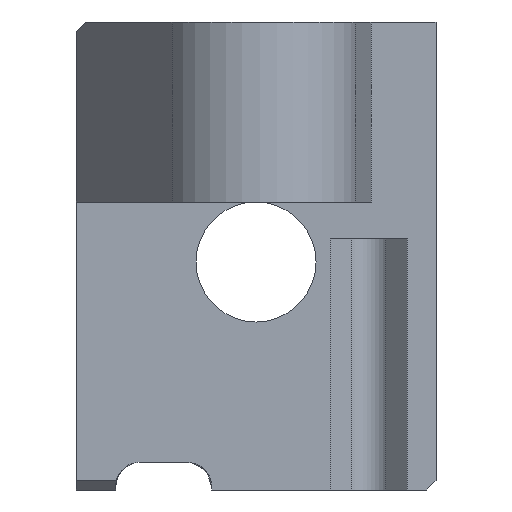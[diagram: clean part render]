
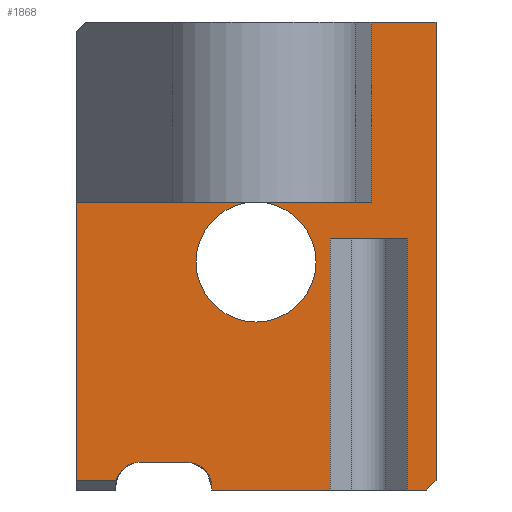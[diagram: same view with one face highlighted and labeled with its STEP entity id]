
A CAD part, front view. The second image highlights one B-rep face of the part: STEP entity #1868.
In plain terms, the highlighted planar face has unit normal (0, -1, 0).
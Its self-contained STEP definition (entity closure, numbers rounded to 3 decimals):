
#119=B_SPLINE_CURVE_WITH_KNOTS('',3,(#3137,#3138,#3139,#3140,#3141,#3142,
#3143,#3144,#3145,#3146,#3147,#3148,#3149),.UNSPECIFIED.,.F.,.F.,(4,3,3,
3,4),(-0.1,-0.088,-0.054,-0.016,
0.),.UNSPECIFIED.);
#120=B_SPLINE_CURVE_WITH_KNOTS('',3,(#3155,#3156,#3157,#3158,#3159,#3160,
#3161,#3162,#3163,#3164,#3165,#3166,#3167),.UNSPECIFIED.,.F.,.F.,(4,3,3,
3,4),(-0.174,-0.13,-0.086,-0.043,
0.),.UNSPECIFIED.);
#179=PLANE('',#2023);
#270=FACE_OUTER_BOUND('',#368,.T.);
#368=EDGE_LOOP('',(#1663,#1664,#1665,#1666,#1667,#1668,#1669,#1670,#1671,
#1672,#1673,#1674,#1675,#1676,#1677,#1678,#1679,#1680,#1681,#1682));
#408=LINE('',#2632,#594);
#481=LINE('',#2836,#667);
#509=LINE('',#2978,#695);
#512=LINE('',#2989,#698);
#514=LINE('',#2992,#700);
#516=LINE('',#2996,#702);
#517=LINE('',#2998,#703);
#531=LINE('',#3027,#717);
#543=LINE('',#3058,#729);
#547=LINE('',#3069,#733);
#548=LINE('',#3070,#734);
#560=LINE('',#3129,#746);
#561=LINE('',#3135,#747);
#562=LINE('',#3153,#748);
#563=LINE('',#3168,#749);
#594=VECTOR('',#2109,10.);
#667=VECTOR('',#2282,10.);
#695=VECTOR('',#2346,10.);
#698=VECTOR('',#2357,10.);
#700=VECTOR('',#2361,10.);
#702=VECTOR('',#2365,10.);
#703=VECTOR('',#2366,10.);
#717=VECTOR('',#2388,10.);
#729=VECTOR('',#2418,10.);
#733=VECTOR('',#2430,10.);
#734=VECTOR('',#2431,10.);
#746=VECTOR('',#2461,10.);
#747=VECTOR('',#2468,10.);
#748=VECTOR('',#2471,10.);
#749=VECTOR('',#2472,10.);
#808=CIRCLE('',#2024,2.5);
#809=CIRCLE('',#2025,2.5);
#810=CIRCLE('',#2026,1.005);
#858=VERTEX_POINT('',#2629);
#859=VERTEX_POINT('',#2631);
#920=VERTEX_POINT('',#2833);
#921=VERTEX_POINT('',#2835);
#942=VERTEX_POINT('',#2972);
#944=VERTEX_POINT('',#2976);
#947=VERTEX_POINT('',#2986);
#948=VERTEX_POINT('',#2988);
#949=VERTEX_POINT('',#2994);
#950=VERTEX_POINT('',#2997);
#961=VERTEX_POINT('',#3025);
#971=VERTEX_POINT('',#3056);
#974=VERTEX_POINT('',#3068);
#986=VERTEX_POINT('',#3131);
#987=VERTEX_POINT('',#3134);
#988=VERTEX_POINT('',#3136);
#989=VERTEX_POINT('',#3150);
#990=VERTEX_POINT('',#3152);
#991=VERTEX_POINT('',#3154);
#1031=EDGE_CURVE('',#858,#859,#408,.T.);
#1128=EDGE_CURVE('',#921,#920,#481,.T.);
#1162=EDGE_CURVE('',#942,#944,#509,.T.);
#1167=EDGE_CURVE('',#948,#947,#512,.T.);
#1169=EDGE_CURVE('',#944,#948,#514,.T.);
#1171=EDGE_CURVE('',#947,#949,#516,.T.);
#1172=EDGE_CURVE('',#950,#942,#517,.T.);
#1187=EDGE_CURVE('',#961,#920,#531,.T.);
#1203=EDGE_CURVE('',#961,#971,#543,.T.);
#1208=EDGE_CURVE('',#974,#859,#547,.T.);
#1209=EDGE_CURVE('',#971,#974,#548,.T.);
#1228=EDGE_CURVE('',#921,#949,#560,.T.);
#1229=EDGE_CURVE('',#974,#986,#808,.T.);
#1230=EDGE_CURVE('',#986,#974,#809,.T.);
#1231=EDGE_CURVE('',#987,#858,#561,.T.);
#1232=EDGE_CURVE('',#987,#988,#119,.T.);
#1233=EDGE_CURVE('',#988,#989,#810,.T.);
#1234=EDGE_CURVE('',#989,#990,#562,.T.);
#1235=EDGE_CURVE('',#990,#991,#120,.T.);
#1236=EDGE_CURVE('',#991,#950,#563,.T.);
#1663=ORIENTED_EDGE('',*,*,#1167,.T.);
#1664=ORIENTED_EDGE('',*,*,#1171,.T.);
#1665=ORIENTED_EDGE('',*,*,#1228,.F.);
#1666=ORIENTED_EDGE('',*,*,#1128,.T.);
#1667=ORIENTED_EDGE('',*,*,#1187,.F.);
#1668=ORIENTED_EDGE('',*,*,#1203,.T.);
#1669=ORIENTED_EDGE('',*,*,#1209,.T.);
#1670=ORIENTED_EDGE('',*,*,#1229,.T.);
#1671=ORIENTED_EDGE('',*,*,#1230,.T.);
#1672=ORIENTED_EDGE('',*,*,#1208,.T.);
#1673=ORIENTED_EDGE('',*,*,#1031,.F.);
#1674=ORIENTED_EDGE('',*,*,#1231,.F.);
#1675=ORIENTED_EDGE('',*,*,#1232,.T.);
#1676=ORIENTED_EDGE('',*,*,#1233,.T.);
#1677=ORIENTED_EDGE('',*,*,#1234,.T.);
#1678=ORIENTED_EDGE('',*,*,#1235,.T.);
#1679=ORIENTED_EDGE('',*,*,#1236,.T.);
#1680=ORIENTED_EDGE('',*,*,#1172,.T.);
#1681=ORIENTED_EDGE('',*,*,#1162,.T.);
#1682=ORIENTED_EDGE('',*,*,#1169,.T.);
#1868=ADVANCED_FACE('',(#270),#179,.T.);
#2023=AXIS2_PLACEMENT_3D('',#3130,#2462,#2463);
#2024=AXIS2_PLACEMENT_3D('',#3132,#2464,#2465);
#2025=AXIS2_PLACEMENT_3D('',#3133,#2466,#2467);
#2026=AXIS2_PLACEMENT_3D('',#3151,#2469,#2470);
#2109=DIRECTION('',(0.,0.,1.));
#2282=DIRECTION('',(0.,0.,1.));
#2346=DIRECTION('',(0.,0.,1.));
#2357=DIRECTION('',(0.,0.,-1.));
#2361=DIRECTION('',(1.,0.,0.));
#2365=DIRECTION('',(1.,0.,0.));
#2366=DIRECTION('',(1.,0.,0.));
#2388=DIRECTION('',(1.,0.,0.));
#2418=DIRECTION('',(0.,0.,-1.));
#2430=DIRECTION('',(-1.,0.,0.));
#2431=DIRECTION('',(-1.,0.,0.));
#2461=DIRECTION('',(-0.707,0.,-0.707));
#2462=DIRECTION('center_axis',(0.,-1.,0.));
#2463=DIRECTION('ref_axis',(1.,0.,0.));
#2464=DIRECTION('center_axis',(0.,1.,0.));
#2465=DIRECTION('ref_axis',(1.,0.,0.));
#2466=DIRECTION('center_axis',(0.,1.,0.));
#2467=DIRECTION('ref_axis',(1.,0.,0.));
#2468=DIRECTION('',(-1.,0.,0.));
#2469=DIRECTION('center_axis',(0.,1.,0.));
#2470=DIRECTION('ref_axis',(-0.001,0.,1.));
#2471=DIRECTION('',(1.,0.,0.));
#2472=DIRECTION('',(0.,0.,-1.));
#2629=CARTESIAN_POINT('',(-7.5,-9.,4.9));
#2631=CARTESIAN_POINT('',(-7.5,-9.,16.5));
#2632=CARTESIAN_POINT('',(-7.5,-9.,0.));
#2833=CARTESIAN_POINT('',(7.5,-9.,24.));
#2835=CARTESIAN_POINT('',(7.5,-9.,4.9));
#2836=CARTESIAN_POINT('',(7.5,-9.,0.));
#2972=CARTESIAN_POINT('',(3.1,-9.,4.5));
#2976=CARTESIAN_POINT('',(3.1,-9.,15.));
#2978=CARTESIAN_POINT('',(3.1,-9.,2.25));
#2986=CARTESIAN_POINT('',(6.3,-9.,4.5));
#2988=CARTESIAN_POINT('',(6.3,-9.,15.));
#2989=CARTESIAN_POINT('',(6.3,-9.,2.25));
#2992=CARTESIAN_POINT('',(-1.4,-9.,15.));
#2994=CARTESIAN_POINT('',(7.1,-9.,4.5));
#2996=CARTESIAN_POINT('',(0.,-9.,4.5));
#2997=CARTESIAN_POINT('',(-1.851,-9.,4.5));
#2998=CARTESIAN_POINT('',(0.,-9.,4.5));
#3025=CARTESIAN_POINT('',(4.794,-9.,24.));
#3027=CARTESIAN_POINT('',(-7.5,-9.,24.));
#3056=CARTESIAN_POINT('',(4.794,-9.,16.5));
#3058=CARTESIAN_POINT('',(4.794,-9.,12.));
#3068=CARTESIAN_POINT('',(0.,-9.,16.5));
#3069=CARTESIAN_POINT('',(-4.427,-9.,16.5));
#3070=CARTESIAN_POINT('',(-3.75,-9.,16.5));
#3129=CARTESIAN_POINT('',(2.425,-9.,-0.175));
#3130=CARTESIAN_POINT('Origin',(-7.5,-9.,0.));
#3131=CARTESIAN_POINT('',(-2.5,-9.,14.));
#3132=CARTESIAN_POINT('Origin',(0.,-9.,14.));
#3133=CARTESIAN_POINT('Origin',(0.,-9.,14.));
#3134=CARTESIAN_POINT('',(-5.82,-9.,4.9));
#3135=CARTESIAN_POINT('',(0.,-9.,4.9));
#3136=CARTESIAN_POINT('',(-5.086,-9.,5.622));
#3137=CARTESIAN_POINT('Ctrl Pts',(-5.82,-9.,4.9));
#3138=CARTESIAN_POINT('Ctrl Pts',(-5.808,-9.,4.944));
#3139=CARTESIAN_POINT('Ctrl Pts',(-5.794,-9.,4.988));
#3140=CARTESIAN_POINT('Ctrl Pts',(-5.777,-9.,5.03));
#3141=CARTESIAN_POINT('Ctrl Pts',(-5.728,-9.,5.15));
#3142=CARTESIAN_POINT('Ctrl Pts',(-5.655,-9.,5.257));
#3143=CARTESIAN_POINT('Ctrl Pts',(-5.574,-9.,5.342));
#3144=CARTESIAN_POINT('Ctrl Pts',(-5.485,-9.,5.435));
#3145=CARTESIAN_POINT('Ctrl Pts',(-5.372,-9.,5.515));
#3146=CARTESIAN_POINT('Ctrl Pts',(-5.246,-9.,5.569));
#3147=CARTESIAN_POINT('Ctrl Pts',(-5.195,-9.,5.591));
#3148=CARTESIAN_POINT('Ctrl Pts',(-5.141,-9.,5.609));
#3149=CARTESIAN_POINT('Ctrl Pts',(-5.086,-9.,5.622));
#3150=CARTESIAN_POINT('',(-4.851,-9.,5.65));
#3151=CARTESIAN_POINT('Origin',(-4.851,-9.,4.645));
#3152=CARTESIAN_POINT('',(-2.851,-9.,5.65));
#3153=CARTESIAN_POINT('',(-5.176,-9.,5.65));
#3154=CARTESIAN_POINT('',(-1.851,-9.,4.65));
#3155=CARTESIAN_POINT('Ctrl Pts',(-2.851,-9.,5.65));
#3156=CARTESIAN_POINT('Ctrl Pts',(-2.727,-9.,5.65));
#3157=CARTESIAN_POINT('Ctrl Pts',(-2.593,-9.,5.625));
#3158=CARTESIAN_POINT('Ctrl Pts',(-2.469,-9.,5.574));
#3159=CARTESIAN_POINT('Ctrl Pts',(-2.345,-9.,5.523));
#3160=CARTESIAN_POINT('Ctrl Pts',(-2.232,-9.,5.445));
#3161=CARTESIAN_POINT('Ctrl Pts',(-2.142,-9.,5.355));
#3162=CARTESIAN_POINT('Ctrl Pts',(-2.054,-9.,5.267));
#3163=CARTESIAN_POINT('Ctrl Pts',(-1.978,-9.,5.155));
#3164=CARTESIAN_POINT('Ctrl Pts',(-1.927,-9.,5.032));
#3165=CARTESIAN_POINT('Ctrl Pts',(-1.876,-9.,4.909));
#3166=CARTESIAN_POINT('Ctrl Pts',(-1.851,-9.,4.776));
#3167=CARTESIAN_POINT('Ctrl Pts',(-1.851,-9.,4.65));
#3168=CARTESIAN_POINT('',(-1.851,-9.,-2.225));
